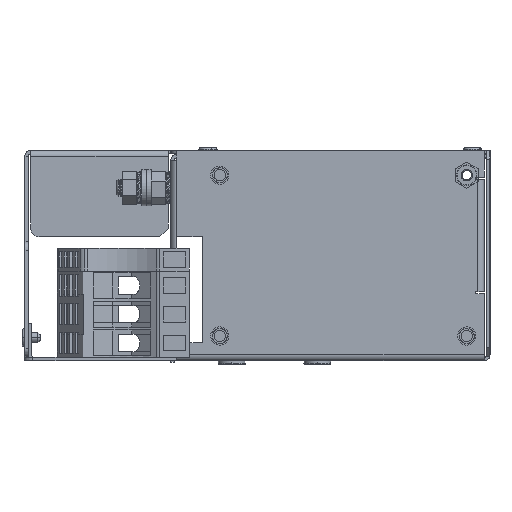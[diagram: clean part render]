
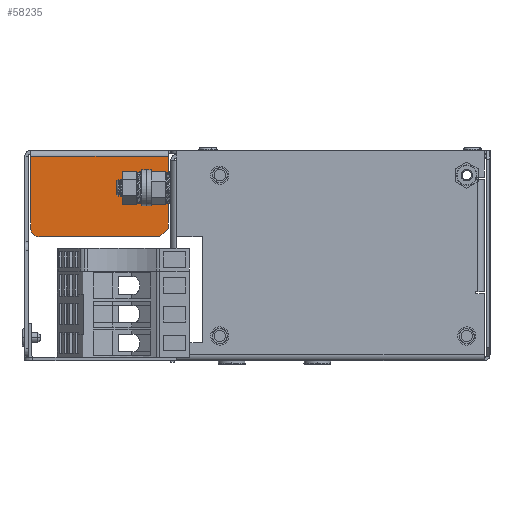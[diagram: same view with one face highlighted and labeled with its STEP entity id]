
A CAD part, left-side view. The second image highlights one B-rep face of the part: STEP entity #58235.
In plain terms, the highlighted planar face has unit normal (-1, 0, 0).
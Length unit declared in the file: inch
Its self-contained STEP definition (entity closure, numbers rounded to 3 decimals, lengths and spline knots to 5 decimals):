
#5126 = EDGE_CURVE ( 'NONE', #149216, #14902, #136336, .T. ) ;
#5448 = CARTESIAN_POINT ( 'NONE',  ( -0.33746, -0.00787, 2.40945 ) ) ;
#7342 = AXIS2_PLACEMENT_3D ( 'NONE', #132145, #63118, #145386 ) ;
#7827 = DIRECTION ( 'NONE',  ( 0., 1., 0. ) ) ;
#8181 = ORIENTED_EDGE ( 'NONE', *, *, #78316, .T. ) ;
#9345 = VERTEX_POINT ( 'NONE', #147888 ) ;
#14390 = EDGE_CURVE ( 'NONE', #37627, #9345, #113892, .T. ) ;
#14632 = VECTOR ( 'NONE', #19286, 39.37008 ) ;
#14902 = VERTEX_POINT ( 'NONE', #144568 ) ;
#18125 = CARTESIAN_POINT ( 'NONE',  ( -0.33746, 4.40945, 1.70882 ) ) ;
#19037 = CARTESIAN_POINT ( 'NONE',  ( -0.33746, -0.00787, 1.63008 ) ) ;
#19286 = DIRECTION ( 'NONE',  ( 0., 0., -1. ) ) ;
#20063 = VERTEX_POINT ( 'NONE', #137096 ) ;
#29703 = DIRECTION ( 'NONE',  ( 1., 0., 0. ) ) ;
#37627 = VERTEX_POINT ( 'NONE', #88331 ) ;
#41038 = DIRECTION ( 'NONE',  ( 0., -0.707, 0.707 ) ) ;
#43706 = ORIENTED_EDGE ( 'NONE', *, *, #5126, .T. ) ;
#49196 = EDGE_CURVE ( 'NONE', #14902, #49447, #79936, .T. ) ;
#49447 = VERTEX_POINT ( 'NONE', #152195 ) ;
#52638 = LINE ( 'NONE', #79206, #78259 ) ;
#58235 = ADVANCED_FACE ( 'NONE', ( #147606 ), #146879, .F. ) ;
#63118 = DIRECTION ( 'NONE',  ( -1., 0., 0. ) ) ;
#63372 = DIRECTION ( 'NONE',  ( 0., 0., 1. ) ) ;
#66087 = EDGE_CURVE ( 'NONE', #49447, #37627, #90582, .T. ) ;
#67453 = CARTESIAN_POINT ( 'NONE',  ( -0.33746, 4.52756, 0.52772 ) ) ;
#70264 = CIRCLE ( 'NONE', #7342, 0.11811 ) ;
#73696 = VECTOR ( 'NONE', #41038, 39.37008 ) ;
#78259 = VECTOR ( 'NONE', #7827, 39.37008 ) ;
#78316 = EDGE_CURVE ( 'NONE', #9345, #20063, #70264, .T. ) ;
#79206 = CARTESIAN_POINT ( 'NONE',  ( -0.33746, 6.29921, 0.52772 ) ) ;
#79936 = LINE ( 'NONE', #18125, #116850 ) ;
#88331 = CARTESIAN_POINT ( 'NONE',  ( -0.33746, 6.29921, 1.63008 ) ) ;
#89751 = DIRECTION ( 'NONE',  ( 0., 1., 0. ) ) ;
#90582 = LINE ( 'NONE', #19037, #125715 ) ;
#93618 = EDGE_CURVE ( 'NONE', #149216, #20063, #52638, .T. ) ;
#111996 = ORIENTED_EDGE ( 'NONE', *, *, #66087, .T. ) ;
#113142 = ORIENTED_EDGE ( 'NONE', *, *, #49196, .T. ) ;
#113668 = ORIENTED_EDGE ( 'NONE', *, *, #14390, .T. ) ;
#113892 = LINE ( 'NONE', #136485, #14632 ) ;
#116850 = VECTOR ( 'NONE', #63372, 39.37008 ) ;
#118260 = AXIS2_PLACEMENT_3D ( 'NONE', #5448, #29703, #89751 ) ;
#121348 = CARTESIAN_POINT ( 'NONE',  ( -0.33746, 4.52756, 0.52772 ) ) ;
#125715 = VECTOR ( 'NONE', #126022, 39.37008 ) ;
#126022 = DIRECTION ( 'NONE',  ( 0., 1., 0. ) ) ;
#127301 = ORIENTED_EDGE ( 'NONE', *, *, #93618, .F. ) ;
#129973 = EDGE_LOOP ( 'NONE', ( #113668, #8181, #127301, #43706, #113142, #111996 ) ) ;
#132145 = CARTESIAN_POINT ( 'NONE',  ( -0.33746, 6.1811, 0.64583 ) ) ;
#136336 = LINE ( 'NONE', #121348, #73696 ) ;
#136485 = CARTESIAN_POINT ( 'NONE',  ( -0.33746, 6.29921, 1.66158 ) ) ;
#137096 = CARTESIAN_POINT ( 'NONE',  ( -0.33746, 6.1811, 0.52772 ) ) ;
#144568 = CARTESIAN_POINT ( 'NONE',  ( -0.33746, 4.40945, 0.64583 ) ) ;
#145386 = DIRECTION ( 'NONE',  ( 0., 1., 0. ) ) ;
#146879 = PLANE ( 'NONE',  #118260 ) ;
#147606 = FACE_OUTER_BOUND ( 'NONE', #129973, .T. ) ;
#147888 = CARTESIAN_POINT ( 'NONE',  ( -0.33746, 6.29921, 0.64583 ) ) ;
#149216 = VERTEX_POINT ( 'NONE', #67453 ) ;
#152195 = CARTESIAN_POINT ( 'NONE',  ( -0.33746, 4.40945, 1.63008 ) ) ;
